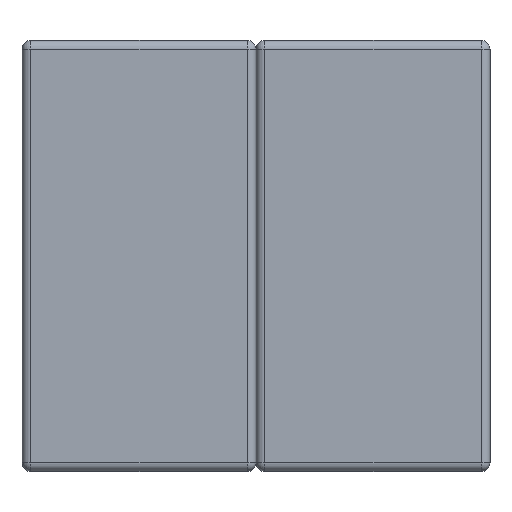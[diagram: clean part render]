
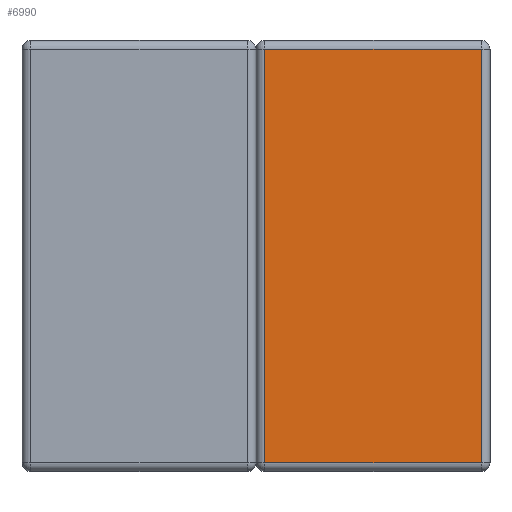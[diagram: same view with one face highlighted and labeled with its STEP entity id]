
A CAD part, left-side view. The second image highlights one B-rep face of the part: STEP entity #6990.
In plain terms, the highlighted planar face has unit normal (-1, 0, 0).
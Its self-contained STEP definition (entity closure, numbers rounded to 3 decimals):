
#330 = ORIENTED_EDGE ( 'NONE', *, *, #5380, .T. ) ;
#361 = PLANE ( 'NONE',  #3243 ) ;
#1290 = VERTEX_POINT ( 'NONE', #5957 ) ;
#1547 = VECTOR ( 'NONE', #2628, 1000. ) ;
#1707 = VERTEX_POINT ( 'NONE', #1961 ) ;
#1771 = ORIENTED_EDGE ( 'NONE', *, *, #2671, .T. ) ;
#1808 = ORIENTED_EDGE ( 'NONE', *, *, #2811, .T. ) ;
#1961 = CARTESIAN_POINT ( 'NONE',  ( 0., 1.83, -0.07 ) ) ;
#1962 = DIRECTION ( 'NONE',  ( 0., 0., 1. ) ) ;
#2048 = EDGE_LOOP ( 'NONE', ( #330, #3024, #1808, #1771 ) ) ;
#2373 = VERTEX_POINT ( 'NONE', #2928 ) ;
#2479 = CARTESIAN_POINT ( 'NONE',  ( 0., 1.9, -0.07 ) ) ;
#2622 = CARTESIAN_POINT ( 'NONE',  ( 0., 0., 0. ) ) ;
#2628 = DIRECTION ( 'NONE',  ( 0., -1., 0. ) ) ;
#2671 = EDGE_CURVE ( 'NONE', #1707, #4453, #6840, .T. ) ;
#2811 = EDGE_CURVE ( 'NONE', #2373, #1707, #3653, .T. ) ;
#2928 = CARTESIAN_POINT ( 'NONE',  ( 0., 0.07, -0.07 ) ) ;
#3024 = ORIENTED_EDGE ( 'NONE', *, *, #3043, .T. ) ;
#3043 = EDGE_CURVE ( 'NONE', #1290, #2373, #3530, .T. ) ;
#3243 = AXIS2_PLACEMENT_3D ( 'NONE', #2622, #7024, #1962 ) ;
#3334 = CARTESIAN_POINT ( 'NONE',  ( 0., 1.83, -3.43 ) ) ;
#3388 = DIRECTION ( 'NONE',  ( 0., 0., 1. ) ) ;
#3530 = LINE ( 'NONE', #6199, #6350 ) ;
#3653 = LINE ( 'NONE', #2479, #4935 ) ;
#4032 = CARTESIAN_POINT ( 'NONE',  ( 0., 1.83, -3.5 ) ) ;
#4103 = DIRECTION ( 'NONE',  ( 0., 0., -1. ) ) ;
#4240 = FACE_OUTER_BOUND ( 'NONE', #2048, .T. ) ;
#4453 = VERTEX_POINT ( 'NONE', #3334 ) ;
#4872 = DIRECTION ( 'NONE',  ( 0., 1., 0. ) ) ;
#4875 = CARTESIAN_POINT ( 'NONE',  ( 0., 0., -3.43 ) ) ;
#4935 = VECTOR ( 'NONE', #4872, 1000. ) ;
#4944 = LINE ( 'NONE', #4875, #1547 ) ;
#5380 = EDGE_CURVE ( 'NONE', #4453, #1290, #4944, .T. ) ;
#5957 = CARTESIAN_POINT ( 'NONE',  ( 0., 0.07, -3.43 ) ) ;
#6199 = CARTESIAN_POINT ( 'NONE',  ( 0., 0.07, 0. ) ) ;
#6350 = VECTOR ( 'NONE', #3388, 1000. ) ;
#6840 = LINE ( 'NONE', #4032, #7312 ) ;
#6990 = ADVANCED_FACE ( 'NONE', ( #4240 ), #361, .T. ) ;
#7024 = DIRECTION ( 'NONE',  ( -1., 0., 0. ) ) ;
#7312 = VECTOR ( 'NONE', #4103, 1000. ) ;
